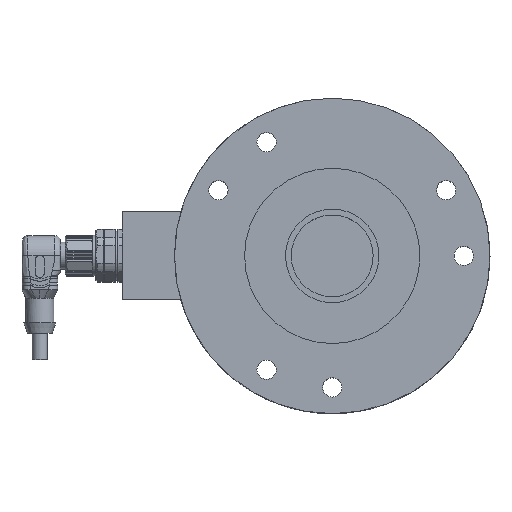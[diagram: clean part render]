
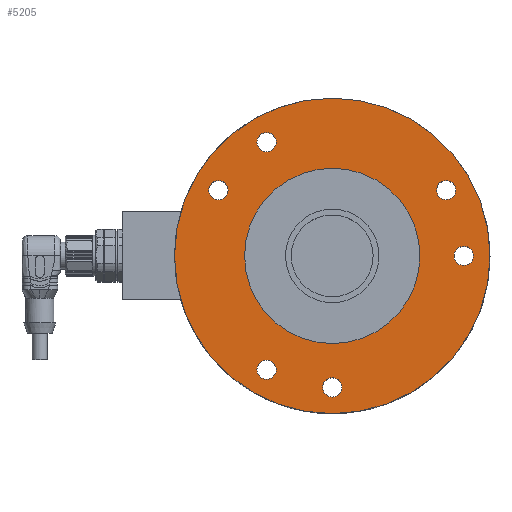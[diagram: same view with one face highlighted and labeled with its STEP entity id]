
A CAD part, top view. The second image highlights one B-rep face of the part: STEP entity #5205.
In plain terms, the highlighted planar face has unit normal (0, 0, 1).
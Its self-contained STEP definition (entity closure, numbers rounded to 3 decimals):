
#137 = CARTESIAN_POINT ( 'NONE',  ( 30., 0., -2.5 ) ) ;
#163 = VERTEX_POINT ( 'NONE', #18039 ) ;
#446 = CARTESIAN_POINT ( 'NONE',  ( 0., -45., -2.5 ) ) ;
#528 = EDGE_CURVE ( 'NONE', #2386, #2386, #3217, .T. ) ;
#535 = ORIENTED_EDGE ( 'NONE', *, *, #21667, .F. ) ;
#694 = ORIENTED_EDGE ( 'NONE', *, *, #5793, .T. ) ;
#1046 = EDGE_LOOP ( 'NONE', ( #4823 ) ) ;
#1688 = FACE_BOUND ( 'NONE', #4727, .T. ) ;
#2386 = VERTEX_POINT ( 'NONE', #16280 ) ;
#3217 = CIRCLE ( 'NONE', #13898, 54. ) ;
#3618 = EDGE_CURVE ( 'NONE', #163, #163, #20605, .T. ) ;
#4052 = EDGE_CURVE ( 'NONE', #9692, #9692, #4994, .T. ) ;
#4652 = DIRECTION ( 'NONE',  ( 0., 0., 1. ) ) ;
#4727 = EDGE_LOOP ( 'NONE', ( #13770 ) ) ;
#4823 = ORIENTED_EDGE ( 'NONE', *, *, #4052, .T. ) ;
#4994 = CIRCLE ( 'NONE', #24321, 3.3 ) ;
#5205 = ADVANCED_FACE ( 'NONE', ( #16900, #7230, #1688, #13160, #19069, #9306, #7361, #13281 ), #9431, .F. ) ;
#5723 = CIRCLE ( 'NONE', #15597, 30. ) ;
#5793 = EDGE_CURVE ( 'NONE', #17533, #17533, #18771, .T. ) ;
#5812 = CARTESIAN_POINT ( 'NONE',  ( -3.3, -45., -2.5 ) ) ;
#6455 = CARTESIAN_POINT ( 'NONE',  ( 0., 0., -2.5 ) ) ;
#6543 = CARTESIAN_POINT ( 'NONE',  ( 38.971, 22.5, -2.5 ) ) ;
#6642 = CIRCLE ( 'NONE', #14456, 3.3 ) ;
#6786 = CARTESIAN_POINT ( 'NONE',  ( -38.971, 22.5, -2.5 ) ) ;
#6949 = CIRCLE ( 'NONE', #9829, 3.3 ) ;
#7101 = CARTESIAN_POINT ( 'NONE',  ( 19.2, 38.971, -2.5 ) ) ;
#7230 = FACE_BOUND ( 'NONE', #20313, .T. ) ;
#7361 = FACE_BOUND ( 'NONE', #22357, .T. ) ;
#7943 = EDGE_LOOP ( 'NONE', ( #16905 ) ) ;
#8299 = DIRECTION ( 'NONE',  ( -1., 0., 0. ) ) ;
#8528 = DIRECTION ( 'NONE',  ( 0., 0., 1. ) ) ;
#9166 = VERTEX_POINT ( 'NONE', #7101 ) ;
#9306 = FACE_BOUND ( 'NONE', #20610, .T. ) ;
#9431 = PLANE ( 'NONE',  #13824 ) ;
#9596 = EDGE_CURVE ( 'NONE', #18434, #18434, #21903, .T. ) ;
#9659 = ORIENTED_EDGE ( 'NONE', *, *, #528, .T. ) ;
#9692 = VERTEX_POINT ( 'NONE', #5812 ) ;
#9829 = AXIS2_PLACEMENT_3D ( 'NONE', #17344, #25316, #11933 ) ;
#10140 = DIRECTION ( 'NONE',  ( -1., 0., 0. ) ) ;
#11812 = CARTESIAN_POINT ( 'NONE',  ( 22.5, -38.971, -2.5 ) ) ;
#11933 = DIRECTION ( 'NONE',  ( -1., 0., 0. ) ) ;
#12665 = DIRECTION ( 'NONE',  ( 0., 0., -1. ) ) ;
#13160 = FACE_BOUND ( 'NONE', #16167, .T. ) ;
#13281 = FACE_OUTER_BOUND ( 'NONE', #14914, .T. ) ;
#13724 = CARTESIAN_POINT ( 'NONE',  ( -45., 0., -2.5 ) ) ;
#13770 = ORIENTED_EDGE ( 'NONE', *, *, #3618, .T. ) ;
#13804 = CARTESIAN_POINT ( 'NONE',  ( 35.671, 22.5, -2.5 ) ) ;
#13824 = AXIS2_PLACEMENT_3D ( 'NONE', #15711, #19447, #16100 ) ;
#13898 = AXIS2_PLACEMENT_3D ( 'NONE', #22041, #4652, #14330 ) ;
#14106 = AXIS2_PLACEMENT_3D ( 'NONE', #6786, #23910, #16309 ) ;
#14273 = DIRECTION ( 'NONE',  ( 0., 0., -1. ) ) ;
#14330 = DIRECTION ( 'NONE',  ( 1., 0., 0. ) ) ;
#14456 = AXIS2_PLACEMENT_3D ( 'NONE', #11812, #19785, #10140 ) ;
#14495 = ORIENTED_EDGE ( 'NONE', *, *, #23665, .T. ) ;
#14680 = CARTESIAN_POINT ( 'NONE',  ( 19.2, -38.971, -2.5 ) ) ;
#14704 = EDGE_CURVE ( 'NONE', #9166, #9166, #6949, .T. ) ;
#14914 = EDGE_LOOP ( 'NONE', ( #9659 ) ) ;
#15450 = VERTEX_POINT ( 'NONE', #137 ) ;
#15597 = AXIS2_PLACEMENT_3D ( 'NONE', #6455, #8528, #24211 ) ;
#15711 = CARTESIAN_POINT ( 'NONE',  ( 0., 30., -2.5 ) ) ;
#16100 = DIRECTION ( 'NONE',  ( -1., 0., 0. ) ) ;
#16167 = EDGE_LOOP ( 'NONE', ( #22703 ) ) ;
#16280 = CARTESIAN_POINT ( 'NONE',  ( 54., 0., -2.5 ) ) ;
#16309 = DIRECTION ( 'NONE',  ( -1., 0., 0. ) ) ;
#16371 = CARTESIAN_POINT ( 'NONE',  ( -42.271, 22.5, -2.5 ) ) ;
#16900 = FACE_BOUND ( 'NONE', #7943, .T. ) ;
#16905 = ORIENTED_EDGE ( 'NONE', *, *, #14704, .T. ) ;
#17344 = CARTESIAN_POINT ( 'NONE',  ( 22.5, 38.971, -2.5 ) ) ;
#17533 = VERTEX_POINT ( 'NONE', #13804 ) ;
#18039 = CARTESIAN_POINT ( 'NONE',  ( -48.3, 0., -2.5 ) ) ;
#18434 = VERTEX_POINT ( 'NONE', #16371 ) ;
#18771 = CIRCLE ( 'NONE', #25334, 3.3 ) ;
#19069 = FACE_BOUND ( 'NONE', #1046, .T. ) ;
#19447 = DIRECTION ( 'NONE',  ( 0., 0., -1. ) ) ;
#19636 = DIRECTION ( 'NONE',  ( -1., 0., 0. ) ) ;
#19785 = DIRECTION ( 'NONE',  ( 0., 0., -1. ) ) ;
#20313 = EDGE_LOOP ( 'NONE', ( #694 ) ) ;
#20564 = DIRECTION ( 'NONE',  ( -1., 0., 0. ) ) ;
#20605 = CIRCLE ( 'NONE', #21827, 3.3 ) ;
#20610 = EDGE_LOOP ( 'NONE', ( #14495 ) ) ;
#21563 = DIRECTION ( 'NONE',  ( 0., 0., -1. ) ) ;
#21667 = EDGE_CURVE ( 'NONE', #15450, #15450, #5723, .T. ) ;
#21827 = AXIS2_PLACEMENT_3D ( 'NONE', #13724, #21563, #19636 ) ;
#21903 = CIRCLE ( 'NONE', #14106, 3.3 ) ;
#22041 = CARTESIAN_POINT ( 'NONE',  ( 0., 0., -2.5 ) ) ;
#22141 = VERTEX_POINT ( 'NONE', #14680 ) ;
#22357 = EDGE_LOOP ( 'NONE', ( #535 ) ) ;
#22703 = ORIENTED_EDGE ( 'NONE', *, *, #9596, .T. ) ;
#23665 = EDGE_CURVE ( 'NONE', #22141, #22141, #6642, .T. ) ;
#23910 = DIRECTION ( 'NONE',  ( 0., 0., -1. ) ) ;
#24211 = DIRECTION ( 'NONE',  ( 1., 0., 0. ) ) ;
#24321 = AXIS2_PLACEMENT_3D ( 'NONE', #446, #12665, #8299 ) ;
#25316 = DIRECTION ( 'NONE',  ( 0., 0., -1. ) ) ;
#25334 = AXIS2_PLACEMENT_3D ( 'NONE', #6543, #14273, #20564 ) ;
